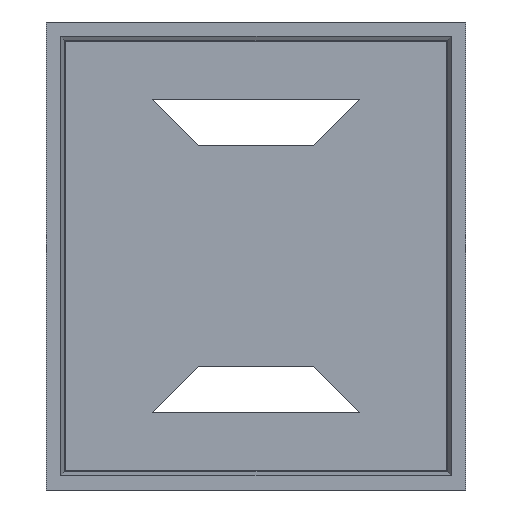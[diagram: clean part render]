
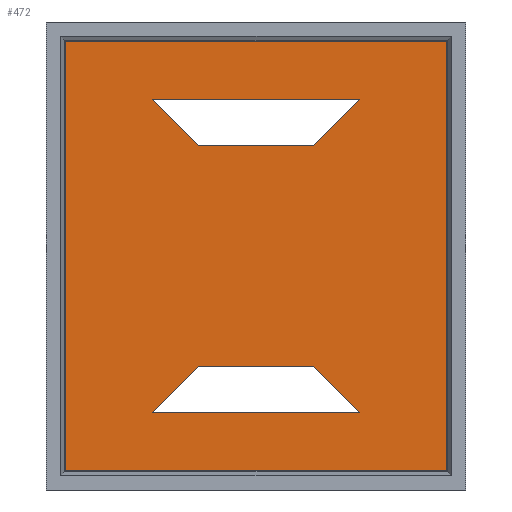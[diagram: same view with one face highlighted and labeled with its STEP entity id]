
A CAD part, front view. The second image highlights one B-rep face of the part: STEP entity #472.
In plain terms, the highlighted planar face has unit normal (0, -1, 0).
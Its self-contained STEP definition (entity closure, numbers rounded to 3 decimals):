
#12 = DIRECTION ( 'NONE',  ( -1., 0., 0. ) ) ;
#13 = DIRECTION ( 'NONE',  ( 1., 0., 0. ) ) ;
#14 = VERTEX_POINT ( 'NONE', #170 ) ;
#17 = CARTESIAN_POINT ( 'NONE',  ( 20.2, -2., 23.2 ) ) ;
#21 = LINE ( 'NONE', #739, #188 ) ;
#22 = ORIENTED_EDGE ( 'NONE', *, *, #713, .T. ) ;
#35 = DIRECTION ( 'NONE',  ( 0., 0., -1. ) ) ;
#38 = EDGE_CURVE ( 'NONE', #812, #309, #424, .T. ) ;
#51 = CARTESIAN_POINT ( 'NONE',  ( 10.8, -2., -16.3 ) ) ;
#56 = CARTESIAN_POINT ( 'NONE',  ( -20.2, -2., -22.7 ) ) ;
#87 = VERTEX_POINT ( 'NONE', #56 ) ;
#97 = EDGE_CURVE ( 'NONE', #568, #258, #183, .T. ) ;
#104 = VECTOR ( 'NONE', #688, 1000. ) ;
#110 = ORIENTED_EDGE ( 'NONE', *, *, #38, .F. ) ;
#114 = VERTEX_POINT ( 'NONE', #51 ) ;
#121 = CARTESIAN_POINT ( 'NONE',  ( 6., -2., 11.5 ) ) ;
#136 = CARTESIAN_POINT ( 'NONE',  ( 6., -2., -11.5 ) ) ;
#138 = AXIS2_PLACEMENT_3D ( 'NONE', #458, #514, #783 ) ;
#144 = LINE ( 'NONE', #743, #591 ) ;
#170 = CARTESIAN_POINT ( 'NONE',  ( -10.8, -2., -16.3 ) ) ;
#174 = FACE_OUTER_BOUND ( 'NONE', #785, .T. ) ;
#177 = VECTOR ( 'NONE', #465, 1000. ) ;
#178 = FACE_BOUND ( 'NONE', #274, .T. ) ;
#183 = LINE ( 'NONE', #196, #177 ) ;
#188 = VECTOR ( 'NONE', #13, 1000. ) ;
#196 = CARTESIAN_POINT ( 'NONE',  ( 1.25, -2., 4.25 ) ) ;
#225 = LINE ( 'NONE', #354, #829 ) ;
#228 = EDGE_CURVE ( 'NONE', #356, #641, #21, .T. ) ;
#232 = LINE ( 'NONE', #434, #704 ) ;
#258 = VERTEX_POINT ( 'NONE', #482 ) ;
#274 = EDGE_LOOP ( 'NONE', ( #622, #22, #397, #818 ) ) ;
#296 = EDGE_CURVE ( 'NONE', #677, #832, #406, .T. ) ;
#299 = VECTOR ( 'NONE', #536, 1000. ) ;
#304 = CARTESIAN_POINT ( 'NONE',  ( 18.95, -2., 24.45 ) ) ;
#308 = ORIENTED_EDGE ( 'NONE', *, *, #389, .T. ) ;
#309 = VERTEX_POINT ( 'NONE', #549 ) ;
#314 = CARTESIAN_POINT ( 'NONE',  ( -20.2, -2., 22.7 ) ) ;
#338 = EDGE_LOOP ( 'NONE', ( #439, #665, #110, #410 ) ) ;
#346 = DIRECTION ( 'NONE',  ( 0.707, 0., -0.707 ) ) ;
#354 = CARTESIAN_POINT ( 'NONE',  ( -20.2, -2., 23.2 ) ) ;
#356 = VERTEX_POINT ( 'NONE', #642 ) ;
#359 = DIRECTION ( 'NONE',  ( -1., 0., 0. ) ) ;
#360 = VECTOR ( 'NONE', #359, 1000. ) ;
#389 = EDGE_CURVE ( 'NONE', #543, #87, #225, .T. ) ;
#394 = CARTESIAN_POINT ( 'NONE',  ( 72.916, -2., 22.7 ) ) ;
#397 = ORIENTED_EDGE ( 'NONE', *, *, #228, .T. ) ;
#406 = LINE ( 'NONE', #17, #299 ) ;
#410 = ORIENTED_EDGE ( 'NONE', *, *, #753, .F. ) ;
#412 = LINE ( 'NONE', #614, #621 ) ;
#419 = DIRECTION ( 'NONE',  ( 0.707, 0., 0.707 ) ) ;
#424 = LINE ( 'NONE', #304, #104 ) ;
#434 = CARTESIAN_POINT ( 'NONE',  ( 24.45, -2., 18.95 ) ) ;
#439 = ORIENTED_EDGE ( 'NONE', *, *, #97, .F. ) ;
#440 = LINE ( 'NONE', #394, #722 ) ;
#454 = EDGE_CURVE ( 'NONE', #832, #87, #634, .T. ) ;
#458 = CARTESIAN_POINT ( 'NONE',  ( 20.2, -2., 23.2 ) ) ;
#461 = ORIENTED_EDGE ( 'NONE', *, *, #296, .F. ) ;
#465 = DIRECTION ( 'NONE',  ( 0.707, 0., -0.707 ) ) ;
#468 = ORIENTED_EDGE ( 'NONE', *, *, #454, .F. ) ;
#472 = ADVANCED_FACE ( 'NONE', ( #174, #178, #582 ), #578, .F. ) ;
#482 = CARTESIAN_POINT ( 'NONE',  ( -6., -2., 11.5 ) ) ;
#485 = VECTOR ( 'NONE', #691, 1000. ) ;
#514 = DIRECTION ( 'NONE',  ( 0., 1., 0. ) ) ;
#527 = CARTESIAN_POINT ( 'NONE',  ( 20.2, -2., 22.7 ) ) ;
#536 = DIRECTION ( 'NONE',  ( 0., 0., -1. ) ) ;
#543 = VERTEX_POINT ( 'NONE', #314 ) ;
#544 = CARTESIAN_POINT ( 'NONE',  ( 20.2, -2., 16.3 ) ) ;
#549 = CARTESIAN_POINT ( 'NONE',  ( 10.8, -2., 16.3 ) ) ;
#565 = CARTESIAN_POINT ( 'NONE',  ( 20.2, -2., 11.5 ) ) ;
#568 = VERTEX_POINT ( 'NONE', #586 ) ;
#578 = PLANE ( 'NONE',  #138 ) ;
#582 = FACE_BOUND ( 'NONE', #338, .T. ) ;
#586 = CARTESIAN_POINT ( 'NONE',  ( -10.8, -2., 16.3 ) ) ;
#591 = VECTOR ( 'NONE', #611, 1000. ) ;
#605 = LINE ( 'NONE', #544, #867 ) ;
#611 = DIRECTION ( 'NONE',  ( -1., 0., 0. ) ) ;
#614 = CARTESIAN_POINT ( 'NONE',  ( -4.25, -2., -1.25 ) ) ;
#621 = VECTOR ( 'NONE', #346, 1000. ) ;
#622 = ORIENTED_EDGE ( 'NONE', *, *, #653, .T. ) ;
#626 = EDGE_CURVE ( 'NONE', #309, #568, #605, .T. ) ;
#634 = LINE ( 'NONE', #687, #360 ) ;
#641 = VERTEX_POINT ( 'NONE', #136 ) ;
#642 = CARTESIAN_POINT ( 'NONE',  ( -6., -2., -11.5 ) ) ;
#650 = EDGE_CURVE ( 'NONE', #641, #114, #412, .T. ) ;
#653 = EDGE_CURVE ( 'NONE', #114, #14, #144, .T. ) ;
#654 = CARTESIAN_POINT ( 'NONE',  ( 20.2, -2., -22.7 ) ) ;
#665 = ORIENTED_EDGE ( 'NONE', *, *, #626, .F. ) ;
#677 = VERTEX_POINT ( 'NONE', #527 ) ;
#687 = CARTESIAN_POINT ( 'NONE',  ( 72.916, -2., -22.7 ) ) ;
#688 = DIRECTION ( 'NONE',  ( 0.707, 0., 0.707 ) ) ;
#691 = DIRECTION ( 'NONE',  ( 1., 0., 0. ) ) ;
#704 = VECTOR ( 'NONE', #419, 1000. ) ;
#706 = DIRECTION ( 'NONE',  ( -1., 0., 0. ) ) ;
#713 = EDGE_CURVE ( 'NONE', #14, #356, #232, .T. ) ;
#722 = VECTOR ( 'NONE', #706, 1000. ) ;
#739 = CARTESIAN_POINT ( 'NONE',  ( 20.2, -2., -11.5 ) ) ;
#743 = CARTESIAN_POINT ( 'NONE',  ( 20.2, -2., -16.3 ) ) ;
#747 = ORIENTED_EDGE ( 'NONE', *, *, #840, .T. ) ;
#753 = EDGE_CURVE ( 'NONE', #258, #812, #771, .T. ) ;
#771 = LINE ( 'NONE', #565, #485 ) ;
#783 = DIRECTION ( 'NONE',  ( -1., 0., 0. ) ) ;
#785 = EDGE_LOOP ( 'NONE', ( #468, #461, #747, #308 ) ) ;
#812 = VERTEX_POINT ( 'NONE', #121 ) ;
#818 = ORIENTED_EDGE ( 'NONE', *, *, #650, .T. ) ;
#829 = VECTOR ( 'NONE', #35, 1000. ) ;
#832 = VERTEX_POINT ( 'NONE', #654 ) ;
#840 = EDGE_CURVE ( 'NONE', #677, #543, #440, .T. ) ;
#867 = VECTOR ( 'NONE', #12, 1000. ) ;
